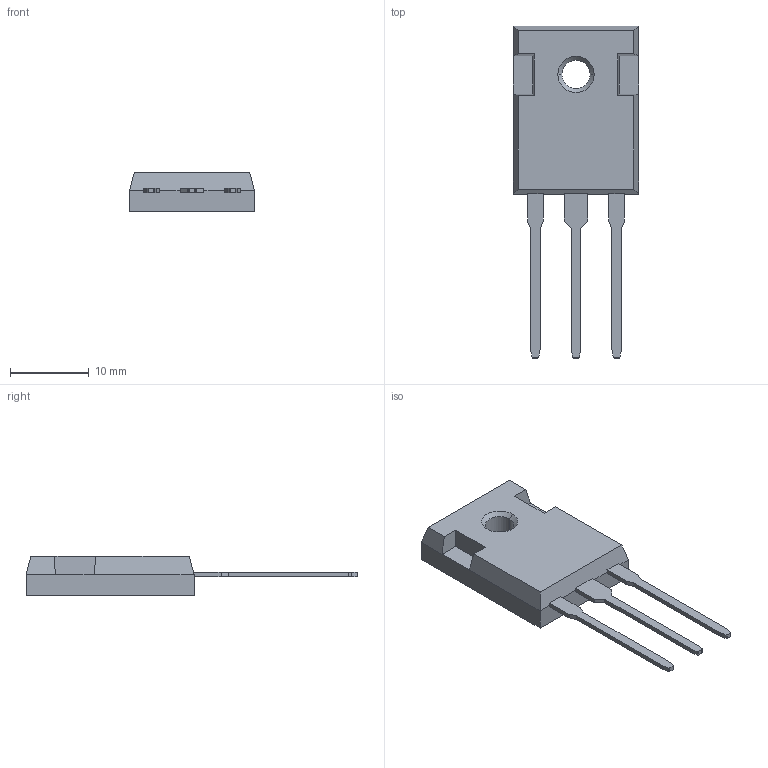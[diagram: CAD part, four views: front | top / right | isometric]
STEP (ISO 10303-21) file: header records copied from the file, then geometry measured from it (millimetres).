
FILE_DESCRIPTION (( 'STEP AP214' ), '1' );
FILE_NAME ('MUR3020WTG.STEP', '2021-09-21T10:32:51', ( '' ), ( '' ), 'SwSTEP 2.0', 'SolidWorks 2017', '' );
FILE_SCHEMA (( 'AUTOMOTIVE_DESIGN' ));
Length unit declared in the file: millimetre
Products named in the file (1): MUR3020WTG
Bounding box: 15.88 x 42.14 x 5 mm (x, y, z)
Volume: 1585.5 mm3; surface area: 1721.3 mm2
Topology: 5 solids, 5 shells, 123 faces, 323 edges, 212 vertices
Faces by surface type: plane 103, cylinder 18, cone 2
Entity records: 3813 total; most frequent: CARTESIAN_POINT 659, ORIENTED_EDGE 646, DIRECTION 609, EDGE_CURVE 323, LINE 285, VECTOR 285, VERTEX_POINT 212, AXIS2_PLACEMENT_3D 162
